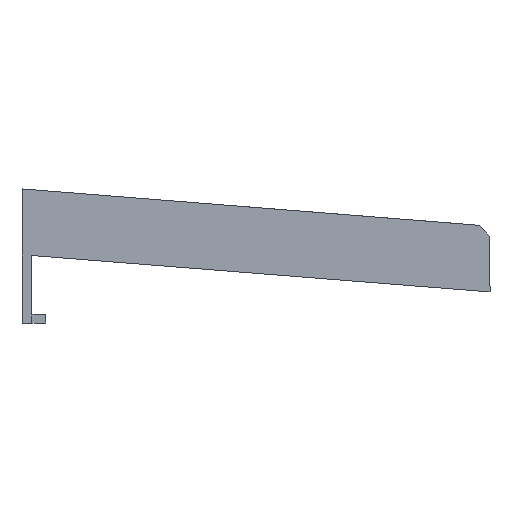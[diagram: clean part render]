
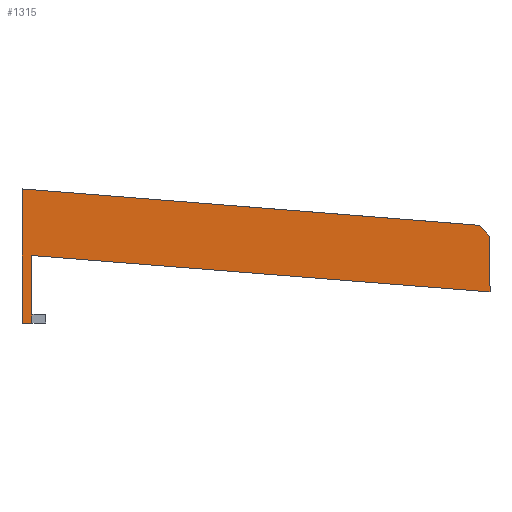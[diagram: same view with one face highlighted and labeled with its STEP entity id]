
A CAD part, left-side view. The second image highlights one B-rep face of the part: STEP entity #1315.
In plain terms, the highlighted planar face has unit normal (-1, 0, 0).
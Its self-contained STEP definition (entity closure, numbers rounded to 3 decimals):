
#85=FACE_OUTER_BOUND('',#151,.T.);
#151=EDGE_LOOP('',(#892,#893,#894,#895,#896,#897,#898));
#230=LINE('',#1869,#399);
#236=LINE('',#1883,#405);
#239=LINE('',#1888,#408);
#240=LINE('',#1890,#409);
#241=LINE('',#1892,#410);
#242=LINE('',#1894,#411);
#243=LINE('',#1895,#412);
#399=VECTOR('',#1508,10.);
#405=VECTOR('',#1516,10.);
#408=VECTOR('',#1521,10.);
#409=VECTOR('',#1522,10.);
#410=VECTOR('',#1523,10.);
#411=VECTOR('',#1524,10.);
#412=VECTOR('',#1525,10.);
#565=VERTEX_POINT('',#1862);
#568=VERTEX_POINT('',#1867);
#574=VERTEX_POINT('',#1880);
#575=VERTEX_POINT('',#1882);
#577=VERTEX_POINT('',#1889);
#578=VERTEX_POINT('',#1891);
#579=VERTEX_POINT('',#1893);
#694=EDGE_CURVE('',#565,#568,#230,.T.);
#700=EDGE_CURVE('',#574,#575,#236,.T.);
#703=EDGE_CURVE('',#565,#574,#239,.T.);
#704=EDGE_CURVE('',#568,#577,#240,.T.);
#705=EDGE_CURVE('',#578,#577,#241,.T.);
#706=EDGE_CURVE('',#578,#579,#242,.T.);
#707=EDGE_CURVE('',#579,#575,#243,.T.);
#892=ORIENTED_EDGE('',*,*,#703,.F.);
#893=ORIENTED_EDGE('',*,*,#694,.T.);
#894=ORIENTED_EDGE('',*,*,#704,.T.);
#895=ORIENTED_EDGE('',*,*,#705,.F.);
#896=ORIENTED_EDGE('',*,*,#706,.T.);
#897=ORIENTED_EDGE('',*,*,#707,.T.);
#898=ORIENTED_EDGE('',*,*,#700,.F.);
#1260=PLANE('',#1400);
#1315=ADVANCED_FACE('',(#85),#1260,.T.);
#1400=AXIS2_PLACEMENT_3D('',#1887,#1519,#1520);
#1508=DIRECTION('',(0.,1.,0.));
#1516=DIRECTION('',(0.,-0.079,-0.997));
#1519=DIRECTION('center_axis',(-1.,0.,0.));
#1520=DIRECTION('ref_axis',(0.,-1.,0.));
#1521=DIRECTION('',(0.,-0.735,-0.679));
#1522=DIRECTION('',(0.,-0.079,-0.997));
#1523=DIRECTION('',(0.,0.997,-0.079));
#1524=DIRECTION('',(0.,0.079,0.997));
#1525=DIRECTION('',(0.,-1.,0.));
#1862=CARTESIAN_POINT('',(-106.512,-51.836,13.2));
#1867=CARTESIAN_POINT('',(-106.513,40.659,13.2));
#1869=CARTESIAN_POINT('',(-106.512,11.406,13.2));
#1880=CARTESIAN_POINT('',(-106.512,-54.04,11.164));
#1882=CARTESIAN_POINT('',(-106.512,-54.928,0.));
#1883=CARTESIAN_POINT('',(-106.512,-54.517,5.166));
#1887=CARTESIAN_POINT('Origin',(-106.513,31.147,0.));
#1888=CARTESIAN_POINT('',(-106.512,-32.736,30.842));
#1889=CARTESIAN_POINT('',(-106.513,38.519,-13.725));
#1890=CARTESIAN_POINT('',(-106.513,39.097,-6.449));
#1891=CARTESIAN_POINT('',(-106.513,36.525,-13.567));
#1892=CARTESIAN_POINT('',(-106.512,10.828,-11.524));
#1893=CARTESIAN_POINT('',(-106.513,37.603,0.));
#1894=CARTESIAN_POINT('',(-106.513,37.103,-6.291));
#1895=CARTESIAN_POINT('',(-106.512,11.882,0.));
